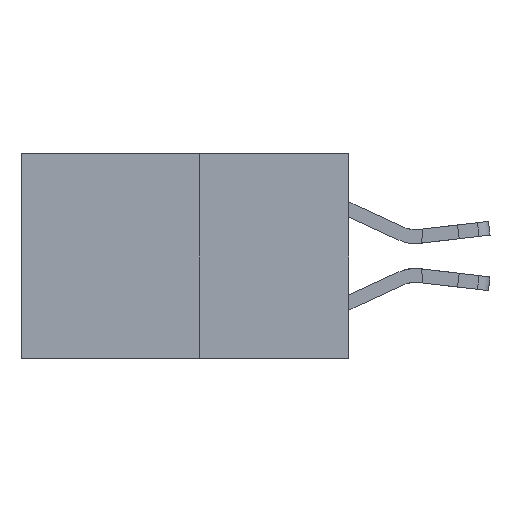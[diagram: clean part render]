
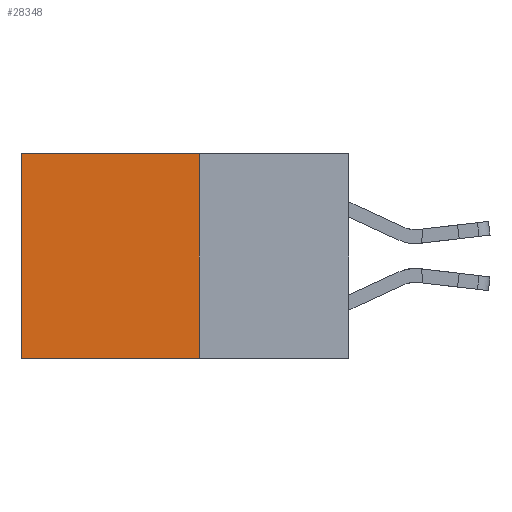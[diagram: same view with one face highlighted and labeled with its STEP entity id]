
A CAD part, left-side view. The second image highlights one B-rep face of the part: STEP entity #28348.
In plain terms, the highlighted planar face has unit normal (-1, 0, 0).
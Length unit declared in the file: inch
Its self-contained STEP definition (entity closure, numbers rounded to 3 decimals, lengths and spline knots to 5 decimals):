
#476 = CARTESIAN_POINT ( 'NONE',  ( 0.277, 0.59, -0.37 ) ) ;
#501 = ORIENTED_EDGE ( 'NONE', *, *, #28476, .T. ) ;
#1957 = DIRECTION ( 'NONE',  ( 0., 0., -1. ) ) ;
#2836 = ORIENTED_EDGE ( 'NONE', *, *, #9884, .T. ) ;
#2895 = VERTEX_POINT ( 'NONE', #25304 ) ;
#3806 = CARTESIAN_POINT ( 'NONE',  ( 0.277, 0.27, -0.37 ) ) ;
#3899 = EDGE_LOOP ( 'NONE', ( #2836, #22558, #10778, #501 ) ) ;
#3984 = LINE ( 'NONE', #3806, #15222 ) ;
#5261 = CARTESIAN_POINT ( 'NONE',  ( 0.277, 0.27, -0.37 ) ) ;
#5742 = LINE ( 'NONE', #8798, #16963 ) ;
#7193 = VERTEX_POINT ( 'NONE', #18856 ) ;
#8151 = FACE_OUTER_BOUND ( 'NONE', #3899, .T. ) ;
#8532 = VECTOR ( 'NONE', #9870, 39.37008 ) ;
#8798 = CARTESIAN_POINT ( 'NONE',  ( 0.277, 0.59, -0.37 ) ) ;
#9652 = PLANE ( 'NONE',  #27587 ) ;
#9870 = DIRECTION ( 'NONE',  ( 0., 1., 0. ) ) ;
#9884 = EDGE_CURVE ( 'NONE', #7193, #24162, #5742, .T. ) ;
#10778 = ORIENTED_EDGE ( 'NONE', *, *, #26755, .F. ) ;
#11904 = CARTESIAN_POINT ( 'NONE',  ( 0.277, 0.27, -0.37 ) ) ;
#12133 = CARTESIAN_POINT ( 'NONE',  ( 0.277, 0.27, -0.37 ) ) ;
#14159 = DIRECTION ( 'NONE',  ( 0., 0., -1. ) ) ;
#15222 = VECTOR ( 'NONE', #17258, 39.37008 ) ;
#16525 = LINE ( 'NONE', #16767, #27584 ) ;
#16767 = CARTESIAN_POINT ( 'NONE',  ( 0.277, 0.27, 0. ) ) ;
#16963 = VECTOR ( 'NONE', #1957, 39.37008 ) ;
#17258 = DIRECTION ( 'NONE',  ( 0., 0., -1. ) ) ;
#18856 = CARTESIAN_POINT ( 'NONE',  ( 0.277, 0.59, 0. ) ) ;
#19011 = DIRECTION ( 'NONE',  ( 0., 1., 0. ) ) ;
#22558 = ORIENTED_EDGE ( 'NONE', *, *, #27667, .F. ) ;
#24162 = VERTEX_POINT ( 'NONE', #476 ) ;
#25304 = CARTESIAN_POINT ( 'NONE',  ( 0.277, 0.27, 0. ) ) ;
#25913 = VERTEX_POINT ( 'NONE', #5261 ) ;
#26239 = LINE ( 'NONE', #12133, #8532 ) ;
#26755 = EDGE_CURVE ( 'NONE', #2895, #25913, #3984, .T. ) ;
#27406 = DIRECTION ( 'NONE',  ( 1., 0., 0. ) ) ;
#27584 = VECTOR ( 'NONE', #19011, 39.37008 ) ;
#27587 = AXIS2_PLACEMENT_3D ( 'NONE', #11904, #27406, #14159 ) ;
#27667 = EDGE_CURVE ( 'NONE', #25913, #24162, #26239, .T. ) ;
#28348 = ADVANCED_FACE ( 'NONE', ( #8151 ), #9652, .F. ) ;
#28476 = EDGE_CURVE ( 'NONE', #2895, #7193, #16525, .T. ) ;
